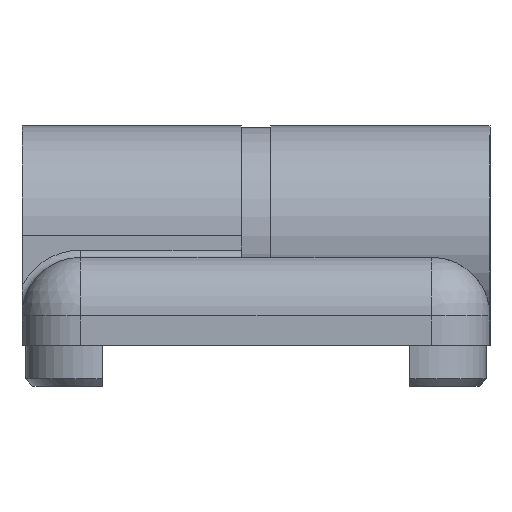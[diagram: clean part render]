
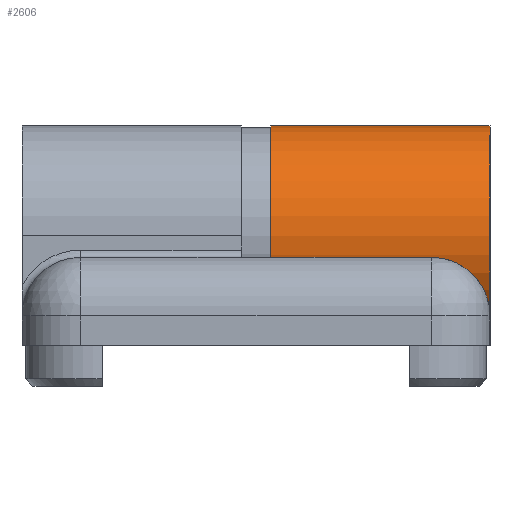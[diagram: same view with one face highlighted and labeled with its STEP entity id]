
A CAD part, left-side view. The second image highlights one B-rep face of the part: STEP entity #2606.
In plain terms, the highlighted cylindrical face has radius 7.5 mm (diameter 15 mm), a partial arc.
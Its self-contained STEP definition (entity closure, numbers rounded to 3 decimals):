
#146=LINE('',#4280,#358);
#149=LINE('',#4288,#361);
#358=VECTOR('',#3423,1000.);
#361=VECTOR('',#3430,1000.);
#523=CYLINDRICAL_SURFACE('',#2887,7.5);
#870=ORIENTED_EDGE('',*,*,#1484,.F.);
#871=ORIENTED_EDGE('',*,*,#1481,.T.);
#872=ORIENTED_EDGE('',*,*,#1454,.T.);
#873=ORIENTED_EDGE('',*,*,#1485,.F.);
#1454=EDGE_CURVE('',#1782,#1781,#1977,.T.);
#1481=EDGE_CURVE('',#1808,#1782,#146,.T.);
#1484=EDGE_CURVE('',#1808,#1810,#1986,.T.);
#1485=EDGE_CURVE('',#1810,#1781,#149,.T.);
#1781=VERTEX_POINT('',#4222);
#1782=VERTEX_POINT('',#4224);
#1808=VERTEX_POINT('',#4281);
#1810=VERTEX_POINT('',#4287);
#1977=CIRCLE('',#2877,7.5);
#1986=CIRCLE('',#2888,7.5);
#2140=EDGE_LOOP('',(#870,#871,#872,#873));
#2342=FACE_BOUND('',#2140,.T.);
#2606=ADVANCED_FACE('',(#2342),#523,.T.);
#2877=AXIS2_PLACEMENT_3D('',#4223,#3386,#3387);
#2887=AXIS2_PLACEMENT_3D('',#4285,#3426,#3427);
#2888=AXIS2_PLACEMENT_3D('',#4286,#3428,#3429);
#3386=DIRECTION('',(0.,0.,1.));
#3387=DIRECTION('',(1.,0.,0.));
#3423=DIRECTION('',(0.,0.,-1.));
#3426=DIRECTION('',(0.,0.,-1.));
#3427=DIRECTION('',(-1.,0.,0.));
#3428=DIRECTION('',(0.,0.,1.));
#3429=DIRECTION('',(1.,0.,0.));
#3430=DIRECTION('',(0.,0.,-1.));
#4222=CARTESIAN_POINT('',(32.5,0.,-16.));
#4223=CARTESIAN_POINT('',(40.,0.,-16.));
#4224=CARTESIAN_POINT('',(40.,-7.5,-16.));
#4280=CARTESIAN_POINT('',(40.,-7.5,16.));
#4281=CARTESIAN_POINT('',(40.,-7.5,-1.));
#4285=CARTESIAN_POINT('',(40.,0.,16.));
#4286=CARTESIAN_POINT('',(40.,0.,-1.));
#4287=CARTESIAN_POINT('',(32.5,0.,-1.));
#4288=CARTESIAN_POINT('',(32.5,0.,16.));
